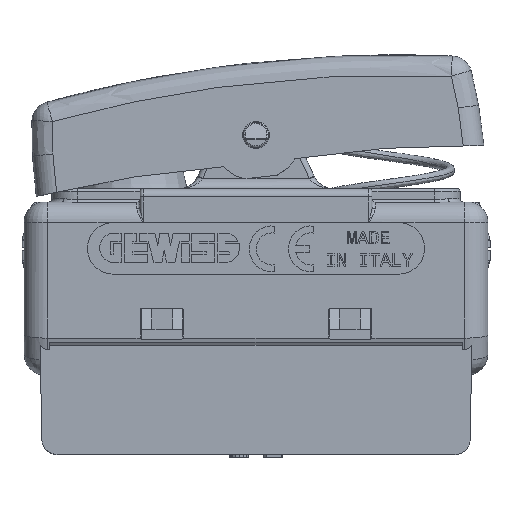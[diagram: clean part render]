
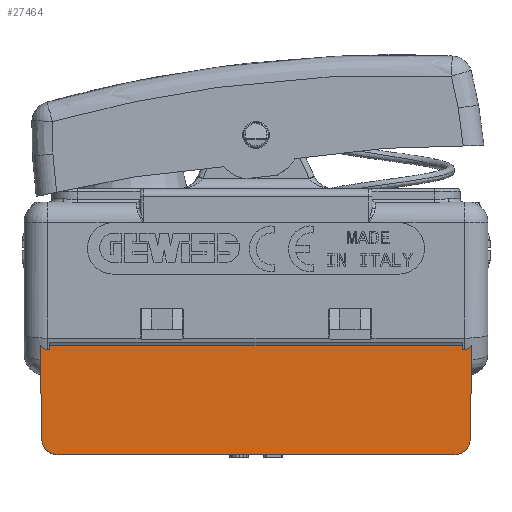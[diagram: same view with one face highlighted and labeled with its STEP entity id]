
A CAD part, front view. The second image highlights one B-rep face of the part: STEP entity #27464.
In plain terms, the highlighted planar face has unit normal (0, -1, 0).
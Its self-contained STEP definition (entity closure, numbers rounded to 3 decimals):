
#27380=AXIS2_PLACEMENT_3D('Plane Axis2P3D',#27377,#27378,#27379) ;
#19282=CARTESIAN_POINT('Vertex',(-20.78,-11.2,-23.026)) ;
#19285=CARTESIAN_POINT('Line Origine',(-20.93,-11.2,-14.45)) ;
#19289=CARTESIAN_POINT('Vertex',(-20.939,-11.2,-13.902)) ;
#20009=CARTESIAN_POINT('Vertex',(20.939,-11.2,-13.902)) ;
#20012=CARTESIAN_POINT('Line Origine',(20.93,-11.2,-14.45)) ;
#20016=CARTESIAN_POINT('Vertex',(20.78,-11.2,-23.026)) ;
#27345=CARTESIAN_POINT('Control Point',(-20.25,-11.2,-14.32)) ;
#27346=CARTESIAN_POINT('Control Point',(-20.417,-11.2,-14.32)) ;
#27347=CARTESIAN_POINT('Control Point',(-20.584,-11.2,-14.257)) ;
#27348=CARTESIAN_POINT('Control Point',(-20.716,-11.2,-14.149)) ;
#27349=CARTESIAN_POINT('Control Point',(-20.835,-11.2,-14.031)) ;
#27350=CARTESIAN_POINT('Control Point',(-20.939,-11.2,-13.902)) ;
#27351=CARTESIAN_POINT('Vertex',(-20.25,-11.2,-14.32)) ;
#27377=CARTESIAN_POINT('Axis2P3D Location',(21.1,-11.2,-19.5)) ;
#27382=CARTESIAN_POINT('Line Origine',(20.,-11.2,-19.196)) ;
#27386=CARTESIAN_POINT('Vertex',(20.,-11.2,-14.32)) ;
#27388=CARTESIAN_POINT('Vertex',(20.,-11.2,-13.895)) ;
#27391=CARTESIAN_POINT('Line Origine',(0.,-11.2,-13.895)) ;
#27395=CARTESIAN_POINT('Vertex',(-20.,-11.2,-13.895)) ;
#27398=CARTESIAN_POINT('Line Origine',(-20.,-11.2,-19.196)) ;
#27402=CARTESIAN_POINT('Vertex',(-20.,-11.2,-14.32)) ;
#27405=CARTESIAN_POINT('Line Origine',(0.,-11.2,-14.32)) ;
#27411=CARTESIAN_POINT('Control Point',(-20.78,-11.2,-23.026)) ;
#27412=CARTESIAN_POINT('Control Point',(-20.772,-11.2,-23.492)) ;
#27413=CARTESIAN_POINT('Control Point',(-20.583,-11.2,-23.955)) ;
#27414=CARTESIAN_POINT('Control Point',(-20.213,-11.2,-24.32)) ;
#27415=CARTESIAN_POINT('Control Point',(-19.746,-11.2,-24.5)) ;
#27416=CARTESIAN_POINT('Control Point',(-19.28,-11.2,-24.5)) ;
#27417=CARTESIAN_POINT('Vertex',(-19.28,-11.2,-24.5)) ;
#27420=CARTESIAN_POINT('Line Origine',(0.,-11.2,-24.5)) ;
#27424=CARTESIAN_POINT('Vertex',(19.28,-11.2,-24.5)) ;
#27428=CARTESIAN_POINT('Control Point',(19.28,-11.2,-24.5)) ;
#27429=CARTESIAN_POINT('Control Point',(19.746,-11.2,-24.5)) ;
#27430=CARTESIAN_POINT('Control Point',(20.213,-11.2,-24.32)) ;
#27431=CARTESIAN_POINT('Control Point',(20.583,-11.2,-23.955)) ;
#27432=CARTESIAN_POINT('Control Point',(20.772,-11.2,-23.492)) ;
#27433=CARTESIAN_POINT('Control Point',(20.78,-11.2,-23.026)) ;
#27436=CARTESIAN_POINT('Control Point',(20.25,-11.2,-14.32)) ;
#27437=CARTESIAN_POINT('Control Point',(20.417,-11.2,-14.32)) ;
#27438=CARTESIAN_POINT('Control Point',(20.584,-11.2,-14.257)) ;
#27439=CARTESIAN_POINT('Control Point',(20.716,-11.2,-14.149)) ;
#27440=CARTESIAN_POINT('Control Point',(20.835,-11.2,-14.031)) ;
#27441=CARTESIAN_POINT('Control Point',(20.939,-11.2,-13.902)) ;
#27442=CARTESIAN_POINT('Vertex',(20.25,-11.2,-14.32)) ;
#27445=CARTESIAN_POINT('Line Origine',(0.,-11.2,-14.32)) ;
#19286=DIRECTION('Vector Direction',(-0.017,0.,1.)) ;
#20013=DIRECTION('Vector Direction',(0.017,0.,1.)) ;
#27378=DIRECTION('Axis2P3D Direction',(0.,-1.,0.)) ;
#27379=DIRECTION('Axis2P3D XDirection',(0.,0.,1.)) ;
#27383=DIRECTION('Vector Direction',(0.,0.,1.)) ;
#27392=DIRECTION('Vector Direction',(-1.,0.,0.)) ;
#27399=DIRECTION('Vector Direction',(0.,0.,1.)) ;
#27406=DIRECTION('Vector Direction',(-1.,0.,0.)) ;
#27421=DIRECTION('Vector Direction',(-1.,0.,0.)) ;
#27446=DIRECTION('Vector Direction',(-1.,0.,0.)) ;
#19287=VECTOR('Line Direction',#19286,1.) ;
#20014=VECTOR('Line Direction',#20013,1.) ;
#27384=VECTOR('Line Direction',#27383,1.) ;
#27393=VECTOR('Line Direction',#27392,1.) ;
#27400=VECTOR('Line Direction',#27399,1.) ;
#27407=VECTOR('Line Direction',#27406,1.) ;
#27422=VECTOR('Line Direction',#27421,1.) ;
#27447=VECTOR('Line Direction',#27446,1.) ;
#27451=ORIENTED_EDGE('',*,*,#27390,.T.) ;
#27452=ORIENTED_EDGE('',*,*,#27397,.T.) ;
#27453=ORIENTED_EDGE('',*,*,#27404,.T.) ;
#27454=ORIENTED_EDGE('',*,*,#27409,.T.) ;
#27455=ORIENTED_EDGE('',*,*,#27353,.T.) ;
#27456=ORIENTED_EDGE('',*,*,#19291,.F.) ;
#27457=ORIENTED_EDGE('',*,*,#27419,.F.) ;
#27458=ORIENTED_EDGE('',*,*,#27426,.T.) ;
#27459=ORIENTED_EDGE('',*,*,#27434,.T.) ;
#27460=ORIENTED_EDGE('',*,*,#20018,.T.) ;
#27461=ORIENTED_EDGE('',*,*,#27444,.F.) ;
#27462=ORIENTED_EDGE('',*,*,#27449,.T.) ;
#27464=ADVANCED_FACE('PartBody',(#27463),#27381,.T.) ;
#27344=B_SPLINE_CURVE_WITH_KNOTS('',5,(#27345,#27346,#27347,#27348,#27349,#27350),.UNSPECIFIED.,.F.,.U.,(6,6),(0.,1.178),.UNSPECIFIED.) ;
#27410=B_SPLINE_CURVE_WITH_KNOTS('',5,(#27411,#27412,#27413,#27414,#27415,#27416),.UNSPECIFIED.,.F.,.U.,(6,6),(2.382,4.712),.UNSPECIFIED.) ;
#27427=B_SPLINE_CURVE_WITH_KNOTS('',5,(#27428,#27429,#27430,#27431,#27432,#27433),.UNSPECIFIED.,.F.,.U.,(6,6),(4.712,7.042),.UNSPECIFIED.) ;
#27435=B_SPLINE_CURVE_WITH_KNOTS('',5,(#27436,#27437,#27438,#27439,#27440,#27441),.UNSPECIFIED.,.F.,.U.,(6,6),(0.,1.178),.UNSPECIFIED.) ;
#19291=EDGE_CURVE('',#19283,#19290,#19288,.T.) ;
#20018=EDGE_CURVE('',#20017,#20010,#20015,.T.) ;
#27353=EDGE_CURVE('',#27352,#19290,#27344,.T.) ;
#27390=EDGE_CURVE('',#27387,#27389,#27385,.T.) ;
#27397=EDGE_CURVE('',#27389,#27396,#27394,.T.) ;
#27404=EDGE_CURVE('',#27396,#27403,#27401,.F.) ;
#27409=EDGE_CURVE('',#27403,#27352,#27408,.T.) ;
#27419=EDGE_CURVE('',#27418,#19283,#27410,.F.) ;
#27426=EDGE_CURVE('',#27418,#27425,#27423,.F.) ;
#27434=EDGE_CURVE('',#27425,#20017,#27427,.T.) ;
#27444=EDGE_CURVE('',#27443,#20010,#27435,.T.) ;
#27449=EDGE_CURVE('',#27443,#27387,#27448,.T.) ;
#27450=EDGE_LOOP('',(#27451,#27452,#27453,#27454,#27455,#27456,#27457,#27458,#27459,#27460,#27461,#27462)) ;
#27463=FACE_OUTER_BOUND('',#27450,.T.) ;
#19288=LINE('Line',#19285,#19287) ;
#20015=LINE('Line',#20012,#20014) ;
#27385=LINE('Line',#27382,#27384) ;
#27394=LINE('Line',#27391,#27393) ;
#27401=LINE('Line',#27398,#27400) ;
#27408=LINE('Line',#27405,#27407) ;
#27423=LINE('Line',#27420,#27422) ;
#27448=LINE('Line',#27445,#27447) ;
#27381=PLANE('',#27380) ;
#19283=VERTEX_POINT('',#19282) ;
#19290=VERTEX_POINT('',#19289) ;
#20010=VERTEX_POINT('',#20009) ;
#20017=VERTEX_POINT('',#20016) ;
#27352=VERTEX_POINT('',#27351) ;
#27387=VERTEX_POINT('',#27386) ;
#27389=VERTEX_POINT('',#27388) ;
#27396=VERTEX_POINT('',#27395) ;
#27403=VERTEX_POINT('',#27402) ;
#27418=VERTEX_POINT('',#27417) ;
#27425=VERTEX_POINT('',#27424) ;
#27443=VERTEX_POINT('',#27442) ;
